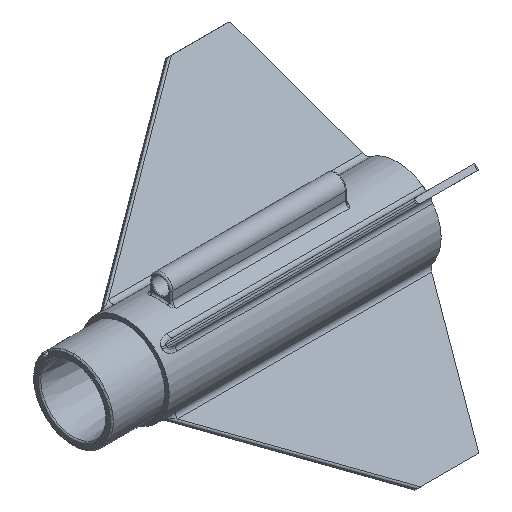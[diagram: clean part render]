
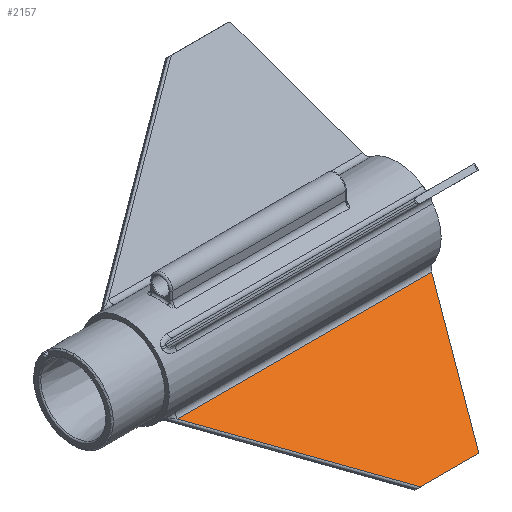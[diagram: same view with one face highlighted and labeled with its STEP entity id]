
A CAD part, isometric view. The second image highlights one B-rep face of the part: STEP entity #2157.
In plain terms, the highlighted planar face has unit normal (0, -0.707, 0.707).
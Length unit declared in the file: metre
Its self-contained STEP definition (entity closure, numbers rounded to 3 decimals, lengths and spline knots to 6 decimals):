
#30=PLANE('',#2405);
#220=FACE_OUTER_BOUND('',#352,.T.);
#352=EDGE_LOOP('',(#1831,#1832,#1833,#1834,#1835));
#430=CIRCLE('',#2310,0.00064);
#621=LINE('',#7430,#722);
#632=LINE('',#7658,#733);
#678=LINE('',#11373,#779);
#688=LINE('',#11395,#789);
#722=VECTOR('',#2572,1.28);
#733=VECTOR('',#2633,0.64);
#779=VECTOR('',#2889,0.64);
#789=VECTOR('',#2923,0.64);
#895=VERTEX_POINT('',#7426);
#896=VERTEX_POINT('',#7428);
#925=VERTEX_POINT('',#7656);
#957=VERTEX_POINT('',#7958);
#958=VERTEX_POINT('',#7959);
#1135=EDGE_CURVE('',#896,#895,#621,.T.);
#1171=EDGE_CURVE('',#925,#896,#632,.T.);
#1210=EDGE_CURVE('',#957,#958,#430,.F.);
#1312=EDGE_CURVE('',#958,#925,#678,.F.);
#1324=EDGE_CURVE('',#957,#895,#688,.T.);
#1831=ORIENTED_EDGE('',*,*,#1135,.F.);
#1832=ORIENTED_EDGE('',*,*,#1171,.F.);
#1833=ORIENTED_EDGE('',*,*,#1312,.F.);
#1834=ORIENTED_EDGE('',*,*,#1210,.F.);
#1835=ORIENTED_EDGE('',*,*,#1324,.T.);
#2157=ADVANCED_FACE('',(#220),#30,.T.);
#2310=AXIS2_PLACEMENT_3D('',#7960,#2691,#2692);
#2405=AXIS2_PLACEMENT_3D('',#11394,#2921,#2922);
#2572=DIRECTION('',(1.,0.,0.));
#2633=DIRECTION('',(-0.768,0.453,0.453));
#2691=DIRECTION('center_axis',(0.,-0.707,
0.707));
#2692=DIRECTION('ref_axis',(0.583,-0.574,-0.574));
#2889=DIRECTION('',(1.,0.,0.));
#2921=DIRECTION('center_axis',(0.,-0.707,
0.707));
#2922=DIRECTION('ref_axis',(1.,0.,0.));
#2923=DIRECTION('',(0.32,0.67,0.67));
#7426=CARTESIAN_POINT('',(0.294246,0.004609,-0.014111));
#7428=CARTESIAN_POINT('',(0.201839,0.004609,-0.014111));
#7430=CARTESIAN_POINT('',(0.192415,0.004609,-0.014111));
#7656=CARTESIAN_POINT('',(0.257414,-0.028139,-0.046859));
#7658=CARTESIAN_POINT('',(0.238018,-0.01671,-0.03543));
#7958=CARTESIAN_POINT('',(0.278776,-0.027831,-0.046552));
#7959=CARTESIAN_POINT('',(0.278169,-0.028139,-0.046859));
#7960=CARTESIAN_POINT('Origin',(0.278169,-0.027687,-0.046407));
#11373=CARTESIAN_POINT('',(0.281168,-0.028139,-0.046859));
#11394=CARTESIAN_POINT('Origin',(0.294815,0.017116,-0.001605));
#11395=CARTESIAN_POINT('',(0.29319,0.002396,-0.016324));
